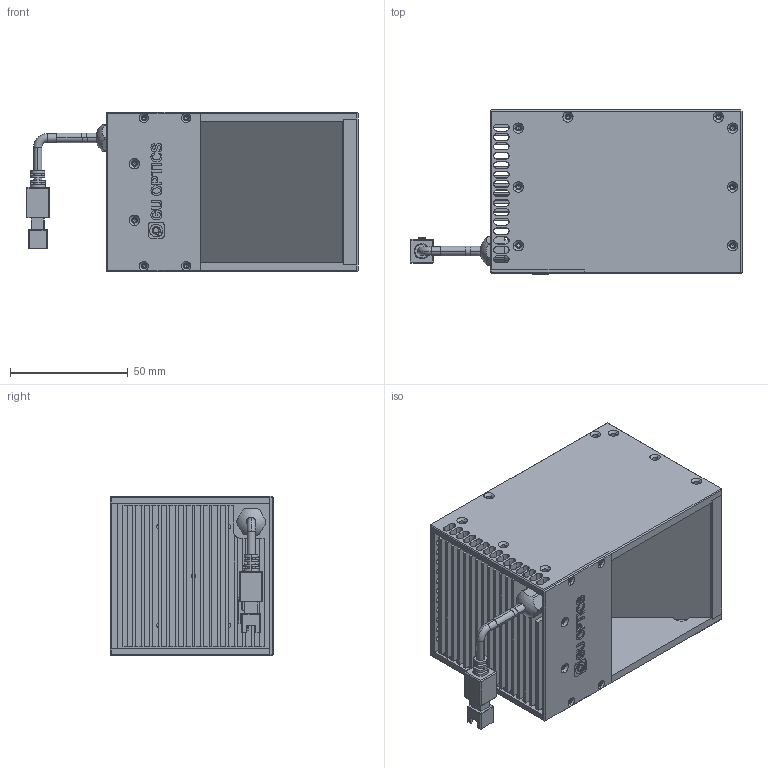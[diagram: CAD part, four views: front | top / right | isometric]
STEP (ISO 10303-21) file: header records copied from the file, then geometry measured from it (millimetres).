
FILE_DESCRIPTION (( 'STEP AP214' ), '1' );
FILE_NAME ('红色同轴光源 有效发光面 6261mm.STEP', '2019-01-31T06:23:14', ( 'user' ), ( '微软中国' ), 'SwSTEP 2.0', 'SolidWorks 2016', '' );
FILE_SCHEMA (( 'AUTOMOTIVE_DESIGN' ));
Length unit declared in the file: millimetre
Products named in the file (1): 红色同轴光源 有效发光面 6261mm
Bounding box: 141.1 x 69.7 x 68 mm (x, y, z)
Volume: 156549 mm3; surface area: 123222.2 mm2
Topology: 23 solids, 23 shells, 1137 faces, 3033 edges, 1919 vertices
Faces by surface type: plane 536, cylinder 379, cone 141, bspline 59, torus 16, sphere 6
Entity records: 38200 total; most frequent: CARTESIAN_POINT 7121, ORIENTED_EDGE 5900, DIRECTION 5872, EDGE_CURVE 2950, AXIS2_PLACEMENT_3D 1984, VERTEX_POINT 1913, VECTOR 1904, LINE 1904
